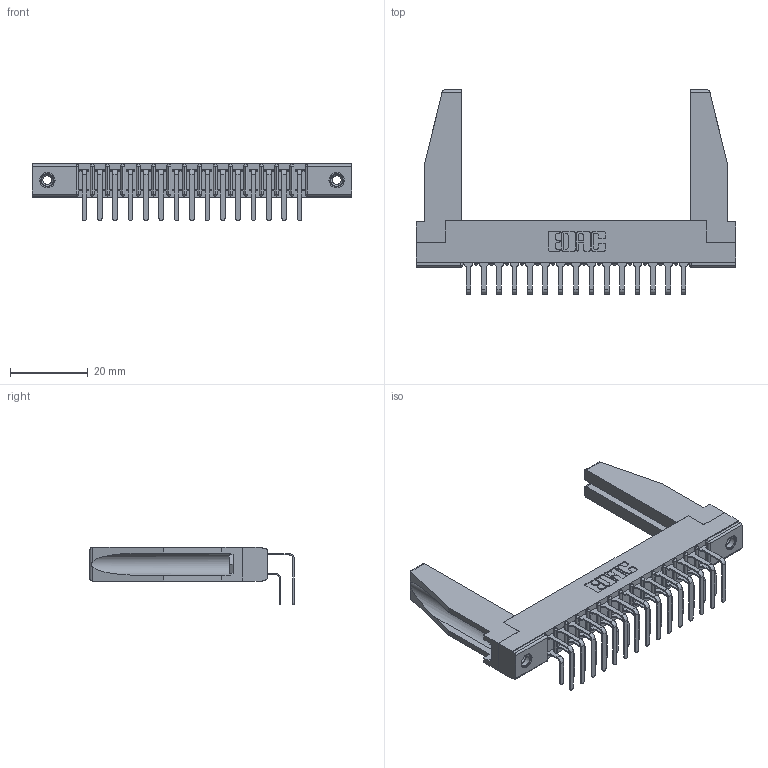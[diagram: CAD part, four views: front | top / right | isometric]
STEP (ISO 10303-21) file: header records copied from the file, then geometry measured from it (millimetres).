
FILE_DESCRIPTION (( 'STEP AP203' ), '1' );
FILE_NAME ('307-015-458-178.STEP', '2020-09-25T17:18:23', ( '' ), ( '' ), 'SwSTEP 2.0', 'SolidWorks 2020', '' );
FILE_SCHEMA (( 'CONFIG_CONTROL_DESIGN' ));
Length unit declared in the file: inch
Products named in the file (6): 307-290-001_558 - 2 (Single); 307-015-458-178; 345-250-001_345-250-001-102; 307-290-001_558 559 - 1 (Single); 307-220-078; 307 Part_.156 Dia Mounting Holes
Assembly tree (35 placements, depth 2):
  307-015-458-178
    307 Part_.156 Dia Mounting Holes
    307-290-001_558 559 - 1 (Single)  x15
    307-290-001_558 - 2 (Single)  x15
    307-220-078  x2
    345-250-001_345-250-001-102  x2
Bounding box: 82.45 x 52.67 x 14.81 mm (x, y, z)
Volume: 9520.1 mm3; surface area: 13969.4 mm2
Topology: 35 solids, 35 shells, 1764 faces, 4913 edges, 3182 vertices
Faces by surface type: plane 1144, cylinder 572, sphere 32, cone 12, torus 4
Entity records: 20554 total; most frequent: CARTESIAN_POINT 3383, ORIENTED_EDGE 3308, DIRECTION 3278, EDGE_CURVE 1654, VECTOR 1260, LINE 1260, VERTEX_POINT 1072, AXIS2_PLACEMENT_3D 1009
